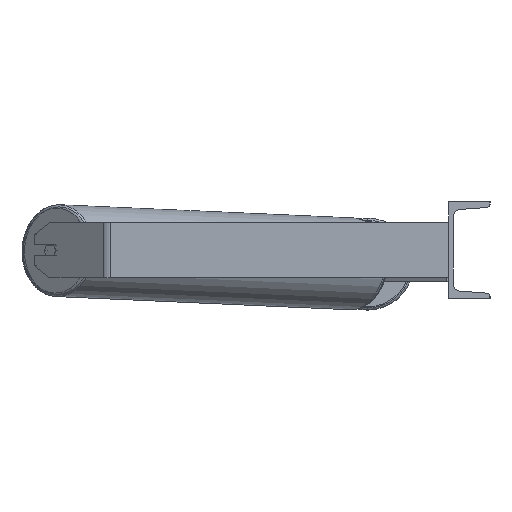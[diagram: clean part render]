
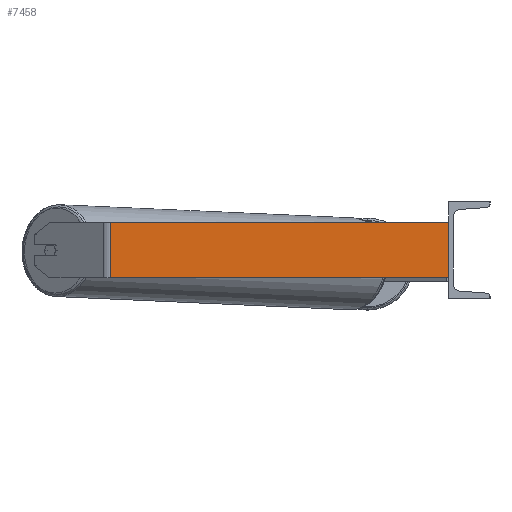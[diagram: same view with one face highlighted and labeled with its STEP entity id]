
A CAD part, left-side view. The second image highlights one B-rep face of the part: STEP entity #7458.
In plain terms, the highlighted planar face has unit normal (-1, 0, 0).
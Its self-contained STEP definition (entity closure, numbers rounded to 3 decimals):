
#77 = CARTESIAN_POINT ( 'NONE',  ( -985., 488.803, 40. ) ) ;
#385 = VERTEX_POINT ( 'NONE', #8969 ) ;
#769 = LINE ( 'NONE', #6318, #6094 ) ;
#781 = LINE ( 'NONE', #77, #4690 ) ;
#1193 = EDGE_LOOP ( 'NONE', ( #1705, #4836, #5533, #7598 ) ) ;
#1428 = DIRECTION ( 'NONE',  ( 0., -1., 0. ) ) ;
#1705 = ORIENTED_EDGE ( 'NONE', *, *, #5549, .T. ) ;
#2107 = CARTESIAN_POINT ( 'NONE',  ( -985., 494.627, 40. ) ) ;
#2419 = EDGE_CURVE ( 'NONE', #385, #8986, #781, .T. ) ;
#2465 = EDGE_CURVE ( 'NONE', #8777, #5201, #4410, .T. ) ;
#3222 = VECTOR ( 'NONE', #8394, 1000. ) ;
#4069 = CARTESIAN_POINT ( 'NONE',  ( -985., 488.803, -40. ) ) ;
#4269 = DIRECTION ( 'NONE',  ( 1., 0., 0. ) ) ;
#4410 = LINE ( 'NONE', #4508, #4819 ) ;
#4449 = CARTESIAN_POINT ( 'NONE',  ( -985., 494.627, -40. ) ) ;
#4508 = CARTESIAN_POINT ( 'NONE',  ( -985., 0., 40. ) ) ;
#4690 = VECTOR ( 'NONE', #6290, 1000. ) ;
#4819 = VECTOR ( 'NONE', #8610, 1000. ) ;
#4836 = ORIENTED_EDGE ( 'NONE', *, *, #2465, .F. ) ;
#4894 = DIRECTION ( 'NONE',  ( 0., 0., -1. ) ) ;
#5201 = VERTEX_POINT ( 'NONE', #8779 ) ;
#5209 = EDGE_CURVE ( 'NONE', #385, #8777, #769, .T. ) ;
#5288 = AXIS2_PLACEMENT_3D ( 'NONE', #2107, #4269, #4894 ) ;
#5533 = ORIENTED_EDGE ( 'NONE', *, *, #5209, .F. ) ;
#5549 = EDGE_CURVE ( 'NONE', #8986, #5201, #8594, .T. ) ;
#6094 = VECTOR ( 'NONE', #1428, 1000. ) ;
#6290 = DIRECTION ( 'NONE',  ( 0., 0., -1. ) ) ;
#6318 = CARTESIAN_POINT ( 'NONE',  ( -985., 494.627, 40. ) ) ;
#7458 = ADVANCED_FACE ( 'NONE', ( #7695 ), #7617, .F. ) ;
#7598 = ORIENTED_EDGE ( 'NONE', *, *, #2419, .T. ) ;
#7617 = PLANE ( 'NONE',  #5288 ) ;
#7695 = FACE_OUTER_BOUND ( 'NONE', #1193, .T. ) ;
#7730 = CARTESIAN_POINT ( 'NONE',  ( -985., 0., 40. ) ) ;
#8394 = DIRECTION ( 'NONE',  ( 0., -1., 0. ) ) ;
#8594 = LINE ( 'NONE', #4449, #3222 ) ;
#8610 = DIRECTION ( 'NONE',  ( 0., 0., -1. ) ) ;
#8777 = VERTEX_POINT ( 'NONE', #7730 ) ;
#8779 = CARTESIAN_POINT ( 'NONE',  ( -985., 0., -40. ) ) ;
#8969 = CARTESIAN_POINT ( 'NONE',  ( -985., 488.803, 40. ) ) ;
#8986 = VERTEX_POINT ( 'NONE', #4069 ) ;
